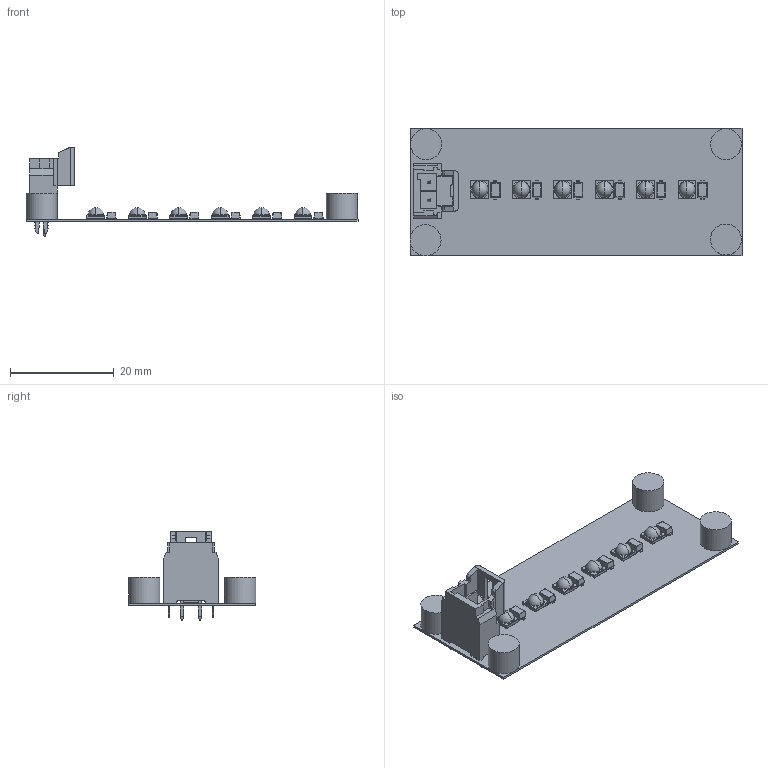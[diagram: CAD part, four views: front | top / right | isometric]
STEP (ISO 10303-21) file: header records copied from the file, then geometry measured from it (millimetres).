
FILE_DESCRIPTION(('Open CASCADE Model'),'2;1');
FILE_NAME('Open CASCADE Shape Model','2019-11-30T23:49:49',('Author'),( 'Open CASCADE'),'Open CASCADE STEP processor 6.8','Open CASCADE 6.8' ,'Unknown');
FILE_SCHEMA(('AUTOMOTIVE_DESIGN { 1 0 10303 214 1 1 1 1 }'));
Length unit declared in the file: millimetre
Products named in the file (37): PCB; Board; Open CASCADE STEP translator 6.8 6.1.1; D32; 6861921456; Body; Open_CASCADE_STEP_translator_6.8_15.1.1; lead; To_Main_Board; 1722871102_RGB4210752; Open CASCADE STEP translator 6.8 6.3.1.1; Open CASCADE STEP translator 6.8 6.3.1.2; D31; 6861923936; D30; D29; D28; D27; D26; XLamp_XPG2_3D_STEP; 2500-00565C_ASM; 2500-00565C; 2500-00565C-BT; 2500-00565C-SBN; 2500-00565C-SB; 2610-00066-DOME; D25; D24; D23; D22; D21; Free-Models; 6155660768; Cylinder
Assembly tree (50 placements, depth 5):
  PCB
    Board
      Open CASCADE STEP translator 6.8 6.1.1
    D32
      6861921456
        Body
          Open_CASCADE_STEP_translator_6.8_15.1.1
        lead  x2
    To_Main_Board
      1722871102_RGB4210752
        Open CASCADE STEP translator 6.8 6.3.1.1
        Open CASCADE STEP translator 6.8 6.3.1.2
    D31
      6861923936
        Body
          Open_CASCADE_STEP_translator_6.8_15.1.1
        lead  x2
    D30
      6861921456
        Body
          Open_CASCADE_STEP_translator_6.8_15.1.1
        lead  x2
    D29
      6861923936
        Body
          Open_CASCADE_STEP_translator_6.8_15.1.1
        lead  x2
    D28
      6861921456
        Body
          Open_CASCADE_STEP_translator_6.8_15.1.1
        lead  x2
    D27
      6861923936
        Body
          Open_CASCADE_STEP_translator_6.8_15.1.1
        lead  x2
    D26
      XLamp_XPG2_3D_STEP
        2500-00565C_ASM
          2500-00565C
          2500-00565C-BT
          2500-00565C-SBN
          2500-00565C-SB
        2610-00066-DOME
    D25
      XLamp_XPG2_3D_STEP
        2500-00565C_ASM
          2500-00565C
          2500-00565C-BT
          2500-00565C-SBN
          2500-00565C-SB
        2610-00066-DOME
    D24
      XLamp_XPG2_3D_STEP
        2500-00565C_ASM
          2500-00565C
          2500-00565C-BT
          2500-00565C-SBN
          2500-00565C-SB
Bounding box: 64.14 x 24.64 x 17.15 mm (x, y, z)
Volume: 1855.7 mm3; surface area: 5435.2 mm2
Topology: 66 solids, 66 shells, 925 faces, 2138 edges, 1306 vertices
Faces by surface type: plane 605, cylinder 198, sphere 62, bspline 24, cone 24, torus 12
Full cylindrical faces by diameter (mm): 6 x4
Entity records: 14820 total; most frequent: CARTESIAN_POINT 2811, DIRECTION 1957, ORIENTED_EDGE 1902, EDGE_CURVE 951, LINE 743, VECTOR 743, AXIS2_PLACEMENT_3D 607, VERTEX_POINT 599
